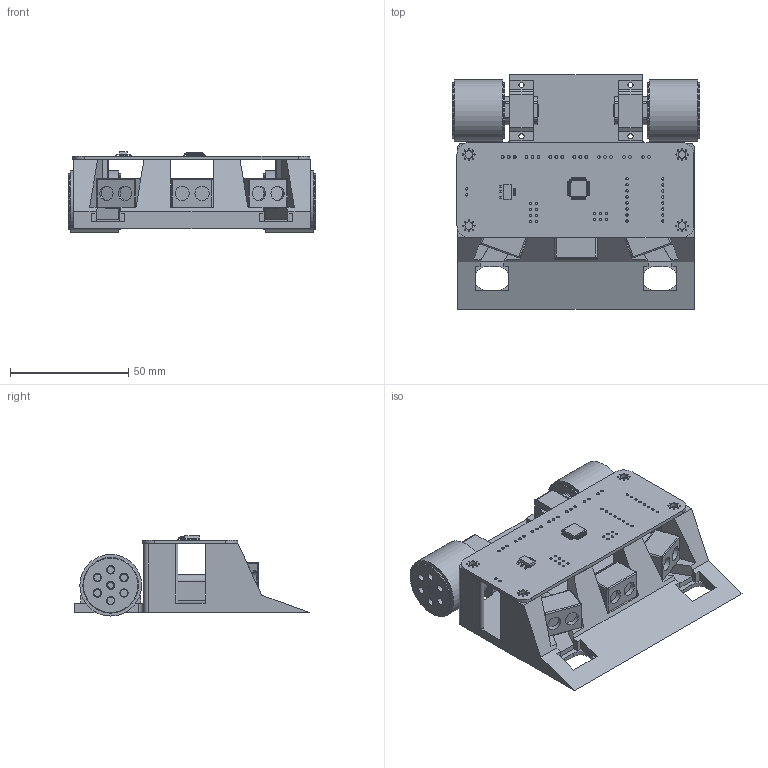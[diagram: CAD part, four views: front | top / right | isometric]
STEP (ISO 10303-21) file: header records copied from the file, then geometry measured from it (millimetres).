
FILE_DESCRIPTION(/* description */ (''),/* implementation_level */ '2;1');
FILE_NAME(/* name */ 'MiniSumo.step',/* time_stamp */ '2022-03-21T19:37:46+00:00',/* author */ (''),/* organization */ (''),/* preprocessor_version */ 'ST-DEVELOPER v18.1',/* originating_system */ 'Autodesk Translation Framework v10.13.0.1454',/* authorisation */ '');
FILE_SCHEMA (('AUTOMOTIVE_DESIGN { 1 0 10303 214 3 1 1 }'));
Length unit declared in the file: millimetre
Products named in the file (14): robot; JSumo 26mm wheel; motor; JSumo 26mm wheel v4(Mirror) (1); motor v5(Mirror) (1); distance_sensor; distance_sensor v1(Mirror); battery; SumoBoard; LMS8117AMP-3.3_NOPB; COMPOUND; LQFP48_STM; COMPOUND (1); SumoBoard PCB
Assembly tree (14 placements, depth 4):
  robot
    JSumo 26mm wheel
    motor
    JSumo 26mm wheel v4(Mirror) (1)
    motor v5(Mirror) (1)
    distance_sensor  x2
    distance_sensor v1(Mirror)
    battery
    SumoBoard
      LMS8117AMP-3.3_NOPB
        COMPOUND
      LQFP48_STM
        COMPOUND (1)
      SumoBoard PCB
Bounding box: 104.63 x 99 x 33.82 mm (x, y, z)
Volume: 117182.4 mm3; surface area: 64611.4 mm2
Topology: 69 solids, 69 shells, 1325 faces, 3288 edges, 2128 vertices
Faces by surface type: plane 757, cylinder 464, bspline 58, sphere 24, cone 22
Full cylindrical faces by diameter (mm): 0.288 x1, 0.5 x32, 1 x32, 1.19 x19, 1.5 x8, 2.15 x4, 2.5 x8, 3 x18, 3.2 x4, 3.5 x6, 4 x4, 5 x2, 6 x6, 17 x2, 18.998 x2, 19 x2, 23.5 x4, 26 x2
Entity records: 44479 total; most frequent: CARTESIAN_POINT 11616, DIRECTION 6507, ORIENTED_EDGE 6446, EDGE_CURVE 3223, AXIS2_PLACEMENT_3D 2183, LINE 2141, VECTOR 2141, VERTEX_POINT 2100
